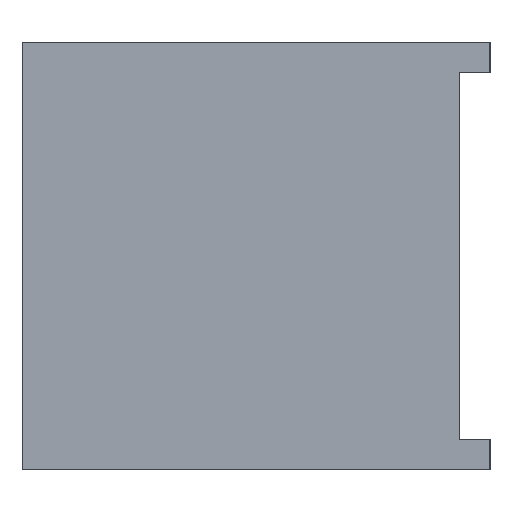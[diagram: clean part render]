
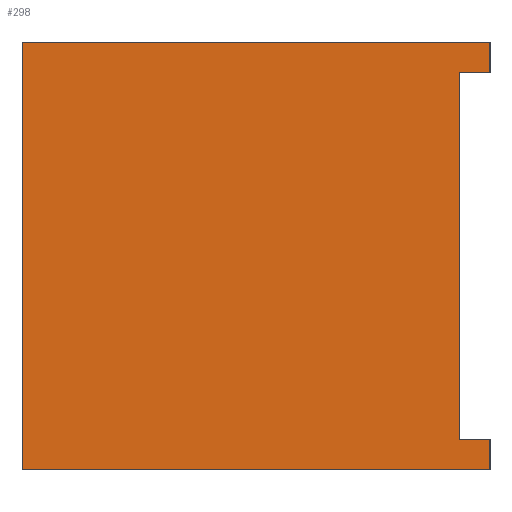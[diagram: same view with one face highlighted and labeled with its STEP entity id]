
A CAD part, front view. The second image highlights one B-rep face of the part: STEP entity #298.
In plain terms, the highlighted planar face has unit normal (0, -1, 0).
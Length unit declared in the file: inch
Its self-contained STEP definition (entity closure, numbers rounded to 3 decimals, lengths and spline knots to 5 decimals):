
#34=FACE_OUTER_BOUND('',#50,.T.);
#50=EDGE_LOOP('',(#219,#220,#221,#222,#223,#224,#225,#226));
#62=LINE('',#425,#96);
#68=LINE('',#437,#102);
#70=LINE('',#440,#104);
#73=LINE('',#446,#107);
#74=LINE('',#449,#108);
#77=LINE('',#455,#111);
#78=LINE('',#457,#112);
#79=LINE('',#458,#113);
#96=VECTOR('',#348,0.3937);
#102=VECTOR('',#356,0.3937);
#104=VECTOR('',#360,0.3937);
#107=VECTOR('',#365,0.3937);
#108=VECTOR('',#368,0.3937);
#111=VECTOR('',#373,0.3937);
#112=VECTOR('',#374,0.3937);
#113=VECTOR('',#375,0.3937);
#129=VERTEX_POINT('',#421);
#131=VERTEX_POINT('',#424);
#134=VERTEX_POINT('',#431);
#136=VERTEX_POINT('',#435);
#138=VERTEX_POINT('',#444);
#139=VERTEX_POINT('',#448);
#141=VERTEX_POINT('',#454);
#142=VERTEX_POINT('',#456);
#158=EDGE_CURVE('',#131,#129,#62,.T.);
#164=EDGE_CURVE('',#134,#136,#68,.T.);
#166=EDGE_CURVE('',#136,#131,#70,.T.);
#169=EDGE_CURVE('',#129,#138,#73,.T.);
#170=EDGE_CURVE('',#139,#134,#74,.T.);
#173=EDGE_CURVE('',#138,#141,#77,.T.);
#174=EDGE_CURVE('',#142,#141,#78,.T.);
#175=EDGE_CURVE('',#142,#139,#79,.T.);
#219=ORIENTED_EDGE('',*,*,#164,.T.);
#220=ORIENTED_EDGE('',*,*,#166,.T.);
#221=ORIENTED_EDGE('',*,*,#158,.T.);
#222=ORIENTED_EDGE('',*,*,#169,.T.);
#223=ORIENTED_EDGE('',*,*,#173,.T.);
#224=ORIENTED_EDGE('',*,*,#174,.F.);
#225=ORIENTED_EDGE('',*,*,#175,.T.);
#226=ORIENTED_EDGE('',*,*,#170,.T.);
#288=PLANE('',#328);
#298=ADVANCED_FACE('',(#34),#288,.T.);
#328=AXIS2_PLACEMENT_3D('',#453,#371,#372);
#348=DIRECTION('',(1.,0.,0.));
#356=DIRECTION('',(-1.,0.,0.));
#360=DIRECTION('',(0.,0.,1.));
#365=DIRECTION('',(0.,0.,1.));
#368=DIRECTION('',(0.,0.,1.));
#371=DIRECTION('center_axis',(0.,-1.,0.));
#372=DIRECTION('ref_axis',(1.,0.,0.));
#373=DIRECTION('',(-1.,0.,0.));
#374=DIRECTION('',(0.,0.,1.));
#375=DIRECTION('',(1.,0.,0.));
#421=CARTESIAN_POINT('',(60.,5.75,97.3125));
#424=CARTESIAN_POINT('',(59.625,5.75,97.3125));
#425=CARTESIAN_POINT('',(57.125,5.75,97.3125));
#431=CARTESIAN_POINT('',(60.,5.75,92.8125));
#435=CARTESIAN_POINT('',(59.625,5.75,92.8125));
#437=CARTESIAN_POINT('',(57.125,5.75,92.8125));
#440=CARTESIAN_POINT('',(59.625,5.75,47.53125));
#444=CARTESIAN_POINT('',(60.,5.75,97.6875));
#446=CARTESIAN_POINT('',(60.,5.75,96.375));
#448=CARTESIAN_POINT('',(60.,5.75,92.4375));
#449=CARTESIAN_POINT('',(60.,5.75,96.375));
#453=CARTESIAN_POINT('Origin',(54.25,5.75,0.));
#454=CARTESIAN_POINT('',(54.25,5.75,97.6875));
#455=CARTESIAN_POINT('',(58.79019,5.75,97.6875));
#456=CARTESIAN_POINT('',(54.25,5.75,92.4375));
#457=CARTESIAN_POINT('',(54.25,5.75,0.));
#458=CARTESIAN_POINT('',(56.8125,5.75,92.4375));
